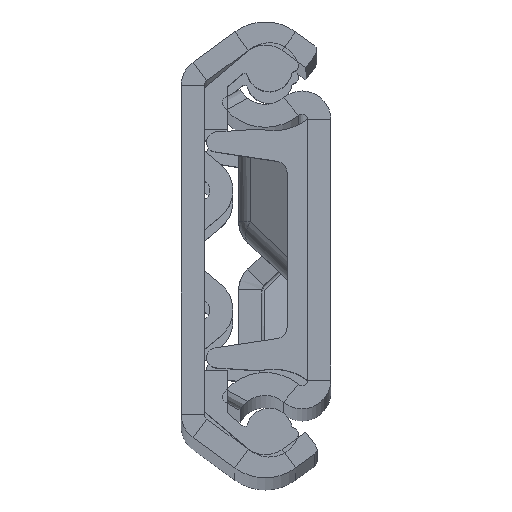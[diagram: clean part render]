
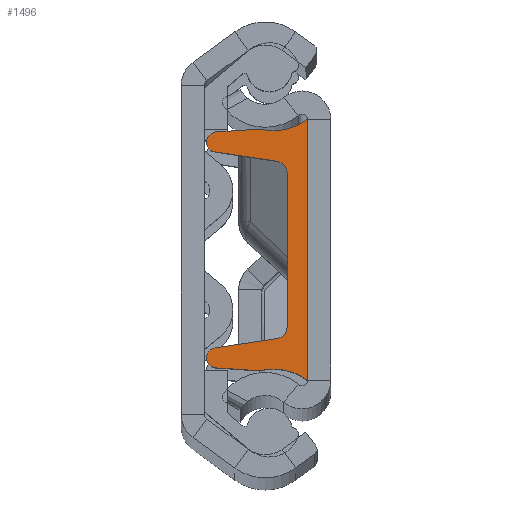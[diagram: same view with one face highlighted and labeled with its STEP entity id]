
A CAD part, top view. The second image highlights one B-rep face of the part: STEP entity #1496.
In plain terms, the highlighted face is planar.
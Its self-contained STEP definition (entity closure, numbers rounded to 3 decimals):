
#60 = CARTESIAN_POINT ( 'NONE',  ( 6., 6.708, 1.8 ) ) ;
#83 = CIRCLE ( 'NONE', #5653, 0.875 ) ;
#107 = CARTESIAN_POINT ( 'NONE',  ( 6., -9.375, 8.8 ) ) ;
#144 = CIRCLE ( 'NONE', #5075, 1. ) ;
#245 = DIRECTION ( 'NONE',  ( 1., 0., 0. ) ) ;
#304 = AXIS2_PLACEMENT_3D ( 'NONE', #6359, #245, #1793 ) ;
#380 = LINE ( 'NONE', #7990, #6091 ) ;
#387 = CARTESIAN_POINT ( 'NONE',  ( 6., 0., 0. ) ) ;
#484 = CARTESIAN_POINT ( 'NONE',  ( 6., -10.5, 4.216 ) ) ;
#526 = DIRECTION ( 'NONE',  ( 1., 0., 0. ) ) ;
#535 = CARTESIAN_POINT ( 'NONE',  ( 6., -6.708, 2.8 ) ) ;
#574 = VECTOR ( 'NONE', #4116, 1000. ) ;
#595 = EDGE_CURVE ( 'NONE', #3416, #3861, #4274, .T. ) ;
#655 = EDGE_CURVE ( 'NONE', #5530, #3868, #9453, .T. ) ;
#773 = VERTEX_POINT ( 'NONE', #6802 ) ;
#984 = EDGE_CURVE ( 'NONE', #6976, #773, #7593, .T. ) ;
#988 = DIRECTION ( 'NONE',  ( 1., 0., 0. ) ) ;
#1058 = EDGE_CURVE ( 'NONE', #6939, #3868, #144, .T. ) ;
#1122 = LINE ( 'NONE', #1917, #2378 ) ;
#1177 = AXIS2_PLACEMENT_3D ( 'NONE', #5341, #1566, #5443 ) ;
#1496 = ADVANCED_FACE ( 'NONE', ( #4063 ), #7283, .T. ) ;
#1498 = CIRCLE ( 'NONE', #1177, 0.875 ) ;
#1499 = CARTESIAN_POINT ( 'NONE',  ( 6., 10.734, 0.718 ) ) ;
#1566 = DIRECTION ( 'NONE',  ( 1., 0., 0. ) ) ;
#1570 = AXIS2_PLACEMENT_3D ( 'NONE', #7014, #9199, #6269 ) ;
#1793 = DIRECTION ( 'NONE',  ( 0., 0., -1. ) ) ;
#1917 = CARTESIAN_POINT ( 'NONE',  ( 6., -10.734, 0.718 ) ) ;
#1989 = CARTESIAN_POINT ( 'NONE',  ( 6., 9.375, 8.8 ) ) ;
#2158 = ORIENTED_EDGE ( 'NONE', *, *, #984, .T. ) ;
#2208 = VECTOR ( 'NONE', #7966, 1000. ) ;
#2245 = CARTESIAN_POINT ( 'NONE',  ( 6., 9.375, 7.925 ) ) ;
#2350 = VERTEX_POINT ( 'NONE', #1989 ) ;
#2378 = VECTOR ( 'NONE', #2569, 1000. ) ;
#2396 = DIRECTION ( 'NONE',  ( 0., 0., -1. ) ) ;
#2569 = DIRECTION ( 'NONE',  ( 0., 0.067, 0.998 ) ) ;
#2574 = DIRECTION ( 'NONE',  ( 1., 0., 0. ) ) ;
#2689 = ORIENTED_EDGE ( 'NONE', *, *, #9081, .T. ) ;
#2927 = ORIENTED_EDGE ( 'NONE', *, *, #9227, .T. ) ;
#2960 = CIRCLE ( 'NONE', #5340, 5. ) ;
#3028 = VERTEX_POINT ( 'NONE', #3898 ) ;
#3100 = ORIENTED_EDGE ( 'NONE', *, *, #595, .F. ) ;
#3114 = DIRECTION ( 'NONE',  ( 0., 0., -1. ) ) ;
#3188 = EDGE_CURVE ( 'NONE', #5979, #2350, #83, .T. ) ;
#3416 = VERTEX_POINT ( 'NONE', #4730 ) ;
#3486 = VECTOR ( 'NONE', #8044, 1000. ) ;
#3517 = CARTESIAN_POINT ( 'NONE',  ( 6., -6.708, 1.8 ) ) ;
#3598 = ORIENTED_EDGE ( 'NONE', *, *, #3789, .F. ) ;
#3712 = CIRCLE ( 'NONE', #9430, 0.875 ) ;
#3789 = EDGE_CURVE ( 'NONE', #8175, #6939, #6401, .T. ) ;
#3861 = VERTEX_POINT ( 'NONE', #484 ) ;
#3868 = VERTEX_POINT ( 'NONE', #3517 ) ;
#3898 = CARTESIAN_POINT ( 'NONE',  ( 6., 11.35, 0. ) ) ;
#3995 = CARTESIAN_POINT ( 'NONE',  ( 6., -7.697, 2.651 ) ) ;
#4063 = FACE_OUTER_BOUND ( 'NONE', #9012, .T. ) ;
#4107 = CARTESIAN_POINT ( 'NONE',  ( 6., 0., 0. ) ) ;
#4116 = DIRECTION ( 'NONE',  ( 0., 0.149, -0.989 ) ) ;
#4130 = ORIENTED_EDGE ( 'NONE', *, *, #7477, .F. ) ;
#4184 = ORIENTED_EDGE ( 'NONE', *, *, #3188, .T. ) ;
#4269 = EDGE_CURVE ( 'NONE', #8596, #3028, #2960, .T. ) ;
#4274 = CIRCLE ( 'NONE', #1570, 5. ) ;
#4333 = CARTESIAN_POINT ( 'NONE',  ( 6., 0., 1.8 ) ) ;
#4349 = ORIENTED_EDGE ( 'NONE', *, *, #8894, .T. ) ;
#4484 = DIRECTION ( 'NONE',  ( 1., 0., 0. ) ) ;
#4529 = DIRECTION ( 'NONE',  ( 0., -0.067, 0.998 ) ) ;
#4605 = ORIENTED_EDGE ( 'NONE', *, *, #655, .T. ) ;
#4730 = CARTESIAN_POINT ( 'NONE',  ( 6., -11.35, 0. ) ) ;
#4783 = VECTOR ( 'NONE', #4529, 1000. ) ;
#4832 = ORIENTED_EDGE ( 'NONE', *, *, #5130, .F. ) ;
#5075 = AXIS2_PLACEMENT_3D ( 'NONE', #535, #7151, #6551 ) ;
#5130 = EDGE_CURVE ( 'NONE', #3028, #3416, #8839, .T. ) ;
#5252 = EDGE_CURVE ( 'NONE', #3861, #773, #1122, .T. ) ;
#5340 = AXIS2_PLACEMENT_3D ( 'NONE', #7791, #6141, #9170 ) ;
#5341 = CARTESIAN_POINT ( 'NONE',  ( 6., 9.375, 7.925 ) ) ;
#5443 = DIRECTION ( 'NONE',  ( 0., 0., -1. ) ) ;
#5474 = CARTESIAN_POINT ( 'NONE',  ( 6., 8.51, 8.055 ) ) ;
#5530 = VERTEX_POINT ( 'NONE', #60 ) ;
#5605 = DIRECTION ( 'NONE',  ( 0., 0., -1. ) ) ;
#5606 = DIRECTION ( 'NONE',  ( 0., -0.149, -0.989 ) ) ;
#5653 = AXIS2_PLACEMENT_3D ( 'NONE', #2245, #4484, #2396 ) ;
#5818 = CARTESIAN_POINT ( 'NONE',  ( 6., -8.51, 8.055 ) ) ;
#5928 = EDGE_CURVE ( 'NONE', #8596, #5979, #9147, .T. ) ;
#5979 = VERTEX_POINT ( 'NONE', #6809 ) ;
#6091 = VECTOR ( 'NONE', #5606, 1000. ) ;
#6141 = DIRECTION ( 'NONE',  ( 1., 0., 0. ) ) ;
#6269 = DIRECTION ( 'NONE',  ( 0., 0., -1. ) ) ;
#6359 = CARTESIAN_POINT ( 'NONE',  ( 6., -9.375, 7.925 ) ) ;
#6401 = LINE ( 'NONE', #8440, #574 ) ;
#6551 = DIRECTION ( 'NONE',  ( 0., 0., -1. ) ) ;
#6563 = ORIENTED_EDGE ( 'NONE', *, *, #5928, .T. ) ;
#6677 = ORIENTED_EDGE ( 'NONE', *, *, #4269, .F. ) ;
#6799 = ORIENTED_EDGE ( 'NONE', *, *, #1058, .F. ) ;
#6802 = CARTESIAN_POINT ( 'NONE',  ( 6., -10.248, 7.983 ) ) ;
#6809 = CARTESIAN_POINT ( 'NONE',  ( 6., 10.248, 7.983 ) ) ;
#6939 = VERTEX_POINT ( 'NONE', #3995 ) ;
#6976 = VERTEX_POINT ( 'NONE', #107 ) ;
#7013 = CIRCLE ( 'NONE', #8280, 1. ) ;
#7014 = CARTESIAN_POINT ( 'NONE',  ( 6., -15.35, 3. ) ) ;
#7151 = DIRECTION ( 'NONE',  ( 1., 0., 0. ) ) ;
#7283 = PLANE ( 'NONE',  #7712 ) ;
#7399 = ORIENTED_EDGE ( 'NONE', *, *, #5252, .F. ) ;
#7477 = EDGE_CURVE ( 'NONE', #5530, #9327, #7013, .T. ) ;
#7593 = CIRCLE ( 'NONE', #304, 0.875 ) ;
#7712 = AXIS2_PLACEMENT_3D ( 'NONE', #4107, #2574, #5605 ) ;
#7791 = CARTESIAN_POINT ( 'NONE',  ( 6., 15.35, 3. ) ) ;
#7861 = CARTESIAN_POINT ( 'NONE',  ( 6., 10.5, 4.216 ) ) ;
#7966 = DIRECTION ( 'NONE',  ( 0., -1., 0. ) ) ;
#7972 = CARTESIAN_POINT ( 'NONE',  ( 6., 7.697, 2.651 ) ) ;
#7990 = CARTESIAN_POINT ( 'NONE',  ( 6., 7.136, -1.074 ) ) ;
#8044 = DIRECTION ( 'NONE',  ( 0., -1., 0. ) ) ;
#8088 = DIRECTION ( 'NONE',  ( 0., 0., -1. ) ) ;
#8175 = VERTEX_POINT ( 'NONE', #5818 ) ;
#8280 = AXIS2_PLACEMENT_3D ( 'NONE', #9335, #988, #3114 ) ;
#8440 = CARTESIAN_POINT ( 'NONE',  ( 6., -7.136, -1.074 ) ) ;
#8596 = VERTEX_POINT ( 'NONE', #7861 ) ;
#8839 = LINE ( 'NONE', #387, #3486 ) ;
#8894 = EDGE_CURVE ( 'NONE', #9498, #9327, #380, .T. ) ;
#9012 = EDGE_LOOP ( 'NONE', ( #3598, #2689, #2158, #7399, #3100, #4832, #6677, #6563, #4184, #2927, #4349, #4130, #4605, #6799 ) ) ;
#9081 = EDGE_CURVE ( 'NONE', #8175, #6976, #3712, .T. ) ;
#9147 = LINE ( 'NONE', #1499, #4783 ) ;
#9170 = DIRECTION ( 'NONE',  ( 0., 0., -1. ) ) ;
#9199 = DIRECTION ( 'NONE',  ( 1., 0., 0. ) ) ;
#9227 = EDGE_CURVE ( 'NONE', #2350, #9498, #1498, .T. ) ;
#9327 = VERTEX_POINT ( 'NONE', #7972 ) ;
#9335 = CARTESIAN_POINT ( 'NONE',  ( 6., 6.708, 2.8 ) ) ;
#9430 = AXIS2_PLACEMENT_3D ( 'NONE', #9725, #526, #8088 ) ;
#9453 = LINE ( 'NONE', #4333, #2208 ) ;
#9498 = VERTEX_POINT ( 'NONE', #5474 ) ;
#9725 = CARTESIAN_POINT ( 'NONE',  ( 6., -9.375, 7.925 ) ) ;
